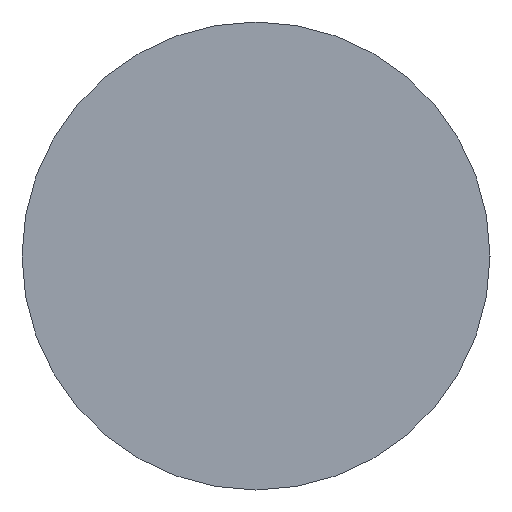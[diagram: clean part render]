
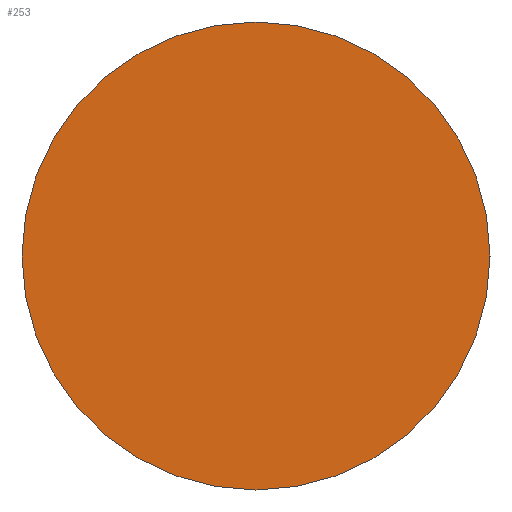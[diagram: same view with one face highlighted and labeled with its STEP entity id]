
A CAD part, left-side view. The second image highlights one B-rep face of the part: STEP entity #253.
In plain terms, the highlighted planar face has unit normal (-1, 0, 0).
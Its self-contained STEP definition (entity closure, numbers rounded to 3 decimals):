
#2 = CARTESIAN_POINT ( 'NONE',  ( -71., 0., 0. ) ) ;
#11 = DIRECTION ( 'NONE',  ( 0., 0., -1. ) ) ;
#12 = CARTESIAN_POINT ( 'NONE',  ( -71., 0., 19.25 ) ) ;
#18 = VERTEX_POINT ( 'NONE', #12 ) ;
#62 = VERTEX_POINT ( 'NONE', #208 ) ;
#66 = CIRCLE ( 'NONE', #327, 19.25 ) ;
#71 = DIRECTION ( 'NONE',  ( 0., 0., 1. ) ) ;
#80 = PLANE ( 'NONE',  #102 ) ;
#102 = AXIS2_PLACEMENT_3D ( 'NONE', #311, #353, #11 ) ;
#103 = DIRECTION ( 'NONE',  ( -1., 0., 0. ) ) ;
#117 = CIRCLE ( 'NONE', #171, 19.25 ) ;
#133 = EDGE_CURVE ( 'NONE', #62, #18, #66, .T. ) ;
#167 = EDGE_CURVE ( 'NONE', #18, #62, #117, .T. ) ;
#170 = CARTESIAN_POINT ( 'NONE',  ( -71., 0., 0. ) ) ;
#171 = AXIS2_PLACEMENT_3D ( 'NONE', #2, #333, #399 ) ;
#208 = CARTESIAN_POINT ( 'NONE',  ( -71., 0., -19.25 ) ) ;
#253 = ADVANCED_FACE ( 'NONE', ( #381 ), #80, .F. ) ;
#311 = CARTESIAN_POINT ( 'NONE',  ( -71., 19.25, 0. ) ) ;
#327 = AXIS2_PLACEMENT_3D ( 'NONE', #170, #103, #71 ) ;
#333 = DIRECTION ( 'NONE',  ( -1., 0., 0. ) ) ;
#349 = EDGE_LOOP ( 'NONE', ( #413, #424 ) ) ;
#353 = DIRECTION ( 'NONE',  ( 1., 0., 0. ) ) ;
#381 = FACE_OUTER_BOUND ( 'NONE', #349, .T. ) ;
#399 = DIRECTION ( 'NONE',  ( 0., 0., 1. ) ) ;
#413 = ORIENTED_EDGE ( 'NONE', *, *, #167, .T. ) ;
#424 = ORIENTED_EDGE ( 'NONE', *, *, #133, .T. ) ;
